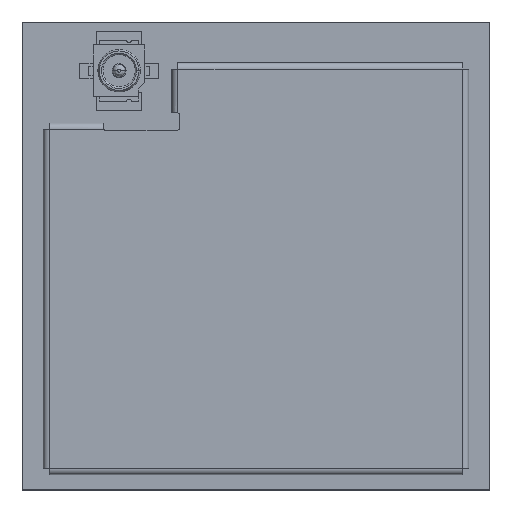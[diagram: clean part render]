
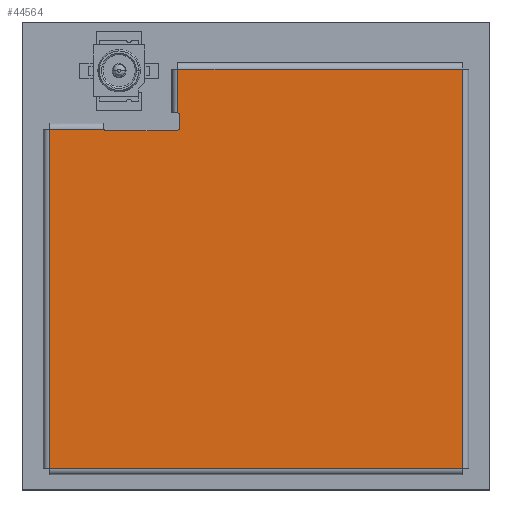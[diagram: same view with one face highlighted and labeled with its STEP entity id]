
A CAD part, top view. The second image highlights one B-rep face of the part: STEP entity #44564.
In plain terms, the highlighted face is planar.
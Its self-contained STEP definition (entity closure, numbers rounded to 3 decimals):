
#2041 = AXIS2_PLACEMENT_3D ( 'NONE', #16291, #76374, #18158 ) ;
#2298 = CARTESIAN_POINT ( 'NONE',  ( 4.43, 1.6, -13.35 ) ) ;
#3133 = DIRECTION ( 'NONE',  ( 0., 0., -1. ) ) ;
#3304 = DIRECTION ( 'NONE',  ( 0., 0., -1. ) ) ;
#4720 = CARTESIAN_POINT ( 'NONE',  ( 4.48, 1.6, 0. ) ) ;
#5348 = CARTESIAN_POINT ( 'NONE',  ( 13.8, 1.6, 0. ) ) ;
#5379 = DIRECTION ( 'NONE',  ( 0., 1., 0. ) ) ;
#5484 = EDGE_CURVE ( 'NONE', #93879, #78214, #47668, .T. ) ;
#5575 = CARTESIAN_POINT ( 'NONE',  ( 0., 1.6, -13.35 ) ) ;
#5809 = ORIENTED_EDGE ( 'NONE', *, *, #10727, .F. ) ;
#5996 = FACE_OUTER_BOUND ( 'NONE', #10221, .T. ) ;
#7131 = VECTOR ( 'NONE', #27471, 1000. ) ;
#8435 = EDGE_CURVE ( 'NONE', #45291, #23605, #9652, .T. ) ;
#9652 = CIRCLE ( 'NONE', #2041, 0.1 ) ;
#10221 = EDGE_LOOP ( 'NONE', ( #66010, #49695, #5809, #42157, #58018, #33009, #30220, #68273, #58890, #29949, #17721 ) ) ;
#10727 = EDGE_CURVE ( 'NONE', #27919, #32611, #68524, .T. ) ;
#12328 = LINE ( 'NONE', #4720, #57140 ) ;
#13129 = EDGE_CURVE ( 'NONE', #23605, #74254, #12328, .T. ) ;
#13169 = DIRECTION ( 'NONE',  ( 0., -1., 0. ) ) ;
#13326 = VECTOR ( 'NONE', #63527, 1000. ) ;
#13470 = DIRECTION ( 'NONE',  ( 0., 0., -1. ) ) ;
#16291 = CARTESIAN_POINT ( 'NONE',  ( 4.38, 1.6, -11.42 ) ) ;
#16423 = DIRECTION ( 'NONE',  ( -1., 0., 0. ) ) ;
#16873 = LINE ( 'NONE', #52762, #33957 ) ;
#17721 = ORIENTED_EDGE ( 'NONE', *, *, #71785, .T. ) ;
#17956 = CARTESIAN_POINT ( 'NONE',  ( 13.8, 1.6, -0.2 ) ) ;
#18158 = DIRECTION ( 'NONE',  ( 0., 0., -1. ) ) ;
#18793 = CARTESIAN_POINT ( 'NONE',  ( 1.993, 1.6, -11.37 ) ) ;
#19882 = LINE ( 'NONE', #26595, #88260 ) ;
#23605 = VERTEX_POINT ( 'NONE', #74148 ) ;
#25080 = CARTESIAN_POINT ( 'NONE',  ( 4.43, 1.6, 0. ) ) ;
#25551 = DIRECTION ( 'NONE',  ( 0., 0., -1. ) ) ;
#26570 = CARTESIAN_POINT ( 'NONE',  ( 0.2, 1.6, -0.2 ) ) ;
#26595 = CARTESIAN_POINT ( 'NONE',  ( 0., 1.6, -11.37 ) ) ;
#26905 = VERTEX_POINT ( 'NONE', #78652 ) ;
#26971 = PLANE ( 'NONE',  #78617 ) ;
#27471 = DIRECTION ( 'NONE',  ( 1., 0., 0. ) ) ;
#27919 = VERTEX_POINT ( 'NONE', #26570 ) ;
#29949 = ORIENTED_EDGE ( 'NONE', *, *, #8435, .F. ) ;
#30220 = ORIENTED_EDGE ( 'NONE', *, *, #64463, .F. ) ;
#30932 = DIRECTION ( 'NONE',  ( 0., 0., -1. ) ) ;
#32611 = VERTEX_POINT ( 'NONE', #69363 ) ;
#33009 = ORIENTED_EDGE ( 'NONE', *, *, #81822, .F. ) ;
#33957 = VECTOR ( 'NONE', #16423, 1000. ) ;
#34617 = DIRECTION ( 'NONE',  ( 0., 0., -1. ) ) ;
#35595 = LINE ( 'NONE', #57522, #43799 ) ;
#39584 = CARTESIAN_POINT ( 'NONE',  ( 2.08, 1.6, -11.32 ) ) ;
#42157 = ORIENTED_EDGE ( 'NONE', *, *, #45319, .F. ) ;
#43799 = VECTOR ( 'NONE', #85693, 1000. ) ;
#44564 = ADVANCED_FACE ( 'NONE', ( #5996 ), #26971, .F. ) ;
#45291 = VERTEX_POINT ( 'NONE', #86172 ) ;
#45319 = EDGE_CURVE ( 'NONE', #72197, #27919, #35595, .T. ) ;
#47668 = CIRCLE ( 'NONE', #90234, 0.1 ) ;
#47986 = CARTESIAN_POINT ( 'NONE',  ( 0.2, 1.6, 0. ) ) ;
#49695 = ORIENTED_EDGE ( 'NONE', *, *, #56933, .F. ) ;
#51988 = CARTESIAN_POINT ( 'NONE',  ( 2.08, 1.6, -11.42 ) ) ;
#52762 = CARTESIAN_POINT ( 'NONE',  ( 1.98, 1.6, -11.32 ) ) ;
#53519 = VECTOR ( 'NONE', #25551, 1000. ) ;
#53914 = DIRECTION ( 'NONE',  ( 0., -1., 0. ) ) ;
#55316 = DIRECTION ( 'NONE',  ( 1., 0., 0. ) ) ;
#55959 = LINE ( 'NONE', #5348, #13326 ) ;
#56933 = EDGE_CURVE ( 'NONE', #32611, #78214, #19882, .T. ) ;
#57140 = VECTOR ( 'NONE', #3304, 1000. ) ;
#57522 = CARTESIAN_POINT ( 'NONE',  ( 0., 1.6, -0.2 ) ) ;
#58018 = ORIENTED_EDGE ( 'NONE', *, *, #82479, .F. ) ;
#58890 = ORIENTED_EDGE ( 'NONE', *, *, #13129, .F. ) ;
#59858 = VECTOR ( 'NONE', #3133, 1000. ) ;
#60102 = EDGE_CURVE ( 'NONE', #74254, #26905, #65846, .T. ) ;
#63527 = DIRECTION ( 'NONE',  ( 0., 0., 1. ) ) ;
#64463 = EDGE_CURVE ( 'NONE', #26905, #81742, #89966, .T. ) ;
#65846 = CIRCLE ( 'NONE', #74922, 0.1 ) ;
#66010 = ORIENTED_EDGE ( 'NONE', *, *, #5484, .T. ) ;
#68273 = ORIENTED_EDGE ( 'NONE', *, *, #60102, .F. ) ;
#68524 = LINE ( 'NONE', #47986, #59858 ) ;
#69363 = CARTESIAN_POINT ( 'NONE',  ( 0.2, 1.6, -11.37 ) ) ;
#70762 = CARTESIAN_POINT ( 'NONE',  ( 4.38, 1.6, -11.82 ) ) ;
#71785 = EDGE_CURVE ( 'NONE', #45291, #93879, #16873, .T. ) ;
#72197 = VERTEX_POINT ( 'NONE', #17956 ) ;
#74148 = CARTESIAN_POINT ( 'NONE',  ( 4.48, 1.6, -11.42 ) ) ;
#74254 = VERTEX_POINT ( 'NONE', #90631 ) ;
#74922 = AXIS2_PLACEMENT_3D ( 'NONE', #70762, #5379, #13470 ) ;
#76374 = DIRECTION ( 'NONE',  ( 0., 1., 0. ) ) ;
#77142 = LINE ( 'NONE', #5575, #7131 ) ;
#78214 = VERTEX_POINT ( 'NONE', #18793 ) ;
#78617 = AXIS2_PLACEMENT_3D ( 'NONE', #85198, #13169, #34617 ) ;
#78652 = CARTESIAN_POINT ( 'NONE',  ( 4.43, 1.6, -11.907 ) ) ;
#81742 = VERTEX_POINT ( 'NONE', #2298 ) ;
#81822 = EDGE_CURVE ( 'NONE', #81742, #89778, #77142, .T. ) ;
#82479 = EDGE_CURVE ( 'NONE', #89778, #72197, #55959, .T. ) ;
#85105 = CARTESIAN_POINT ( 'NONE',  ( 13.8, 1.6, -13.35 ) ) ;
#85198 = CARTESIAN_POINT ( 'NONE',  ( 0., 1.6, 0. ) ) ;
#85693 = DIRECTION ( 'NONE',  ( -1., 0., 0. ) ) ;
#86172 = CARTESIAN_POINT ( 'NONE',  ( 4.38, 1.6, -11.32 ) ) ;
#88260 = VECTOR ( 'NONE', #55316, 1000. ) ;
#89778 = VERTEX_POINT ( 'NONE', #85105 ) ;
#89966 = LINE ( 'NONE', #25080, #53519 ) ;
#90234 = AXIS2_PLACEMENT_3D ( 'NONE', #51988, #53914, #30932 ) ;
#90631 = CARTESIAN_POINT ( 'NONE',  ( 4.48, 1.6, -11.82 ) ) ;
#93879 = VERTEX_POINT ( 'NONE', #39584 ) ;
